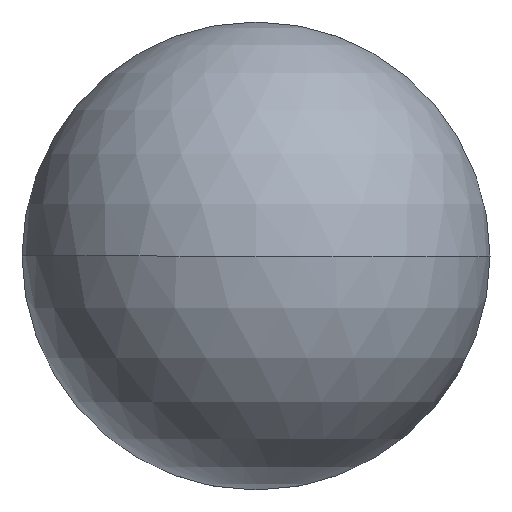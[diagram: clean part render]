
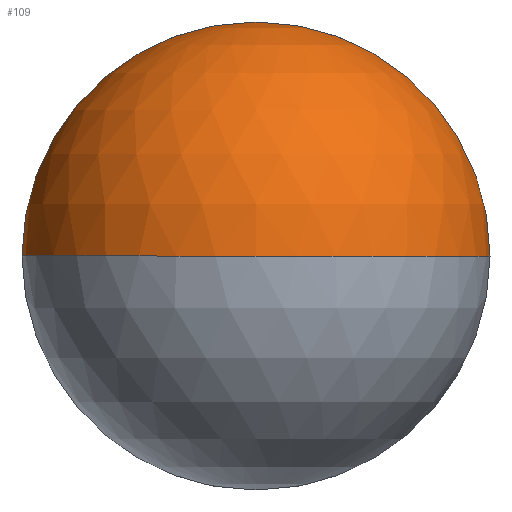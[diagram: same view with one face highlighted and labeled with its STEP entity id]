
A CAD part, front view. The second image highlights one B-rep face of the part: STEP entity #109.
In plain terms, the highlighted spherical face has radius 9.525 mm.
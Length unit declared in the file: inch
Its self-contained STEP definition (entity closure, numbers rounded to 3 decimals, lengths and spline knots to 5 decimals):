
#1 = SPHERICAL_SURFACE ( 'NONE', #99, 0.375 ) ;
#7 = EDGE_CURVE ( 'NONE', #102, #80, #22, .T. ) ;
#9 = DIRECTION ( 'NONE',  ( -1., 0., 0. ) ) ;
#19 = EDGE_CURVE ( 'NONE', #295, #102, #145, .T. ) ;
#22 = CIRCLE ( 'NONE', #69, 0.375 ) ;
#29 = DIRECTION ( 'NONE',  ( 0., 0., -1. ) ) ;
#50 = EDGE_LOOP ( 'NONE', ( #202, #293, #244, #205 ) ) ;
#68 = CARTESIAN_POINT ( 'NONE',  ( -0.375, 0.375, 0. ) ) ;
#69 = AXIS2_PLACEMENT_3D ( 'NONE', #277, #307, #86 ) ;
#80 = VERTEX_POINT ( 'NONE', #146 ) ;
#83 = CARTESIAN_POINT ( 'NONE',  ( 0., 0.375, 0.375 ) ) ;
#86 = DIRECTION ( 'NONE',  ( 1., 0., 0. ) ) ;
#98 = EDGE_CURVE ( 'NONE', #360, #295, #278, .T. ) ;
#99 = AXIS2_PLACEMENT_3D ( 'NONE', #124, #170, #231 ) ;
#102 = VERTEX_POINT ( 'NONE', #68 ) ;
#109 = ADVANCED_FACE ( 'NONE', ( #279 ), #1, .T. ) ;
#124 = CARTESIAN_POINT ( 'NONE',  ( 0., 0.375, 0. ) ) ;
#145 = CIRCLE ( 'NONE', #349, 0.375 ) ;
#146 = CARTESIAN_POINT ( 'NONE',  ( 0., 0., 0. ) ) ;
#147 = DIRECTION ( 'NONE',  ( 0., 0., -1. ) ) ;
#149 = AXIS2_PLACEMENT_3D ( 'NONE', #197, #194, #147 ) ;
#151 = EDGE_CURVE ( 'NONE', #360, #80, #167, .T. ) ;
#167 = CIRCLE ( 'NONE', #287, 0.375 ) ;
#170 = DIRECTION ( 'NONE',  ( 0., 0., 1. ) ) ;
#191 = CARTESIAN_POINT ( 'NONE',  ( 0., 0.375, 0. ) ) ;
#194 = DIRECTION ( 'NONE',  ( 0., -1., 0. ) ) ;
#197 = CARTESIAN_POINT ( 'NONE',  ( 0., 0.375, 0. ) ) ;
#202 = ORIENTED_EDGE ( 'NONE', *, *, #19, .T. ) ;
#205 = ORIENTED_EDGE ( 'NONE', *, *, #98, .T. ) ;
#225 = CARTESIAN_POINT ( 'NONE',  ( 0.375, 0.375, 0. ) ) ;
#231 = DIRECTION ( 'NONE',  ( 1., 0., 0. ) ) ;
#244 = ORIENTED_EDGE ( 'NONE', *, *, #151, .F. ) ;
#277 = CARTESIAN_POINT ( 'NONE',  ( 0., 0.375, 0. ) ) ;
#278 = CIRCLE ( 'NONE', #149, 0.375 ) ;
#279 = FACE_OUTER_BOUND ( 'NONE', #50, .T. ) ;
#287 = AXIS2_PLACEMENT_3D ( 'NONE', #357, #294, #9 ) ;
#293 = ORIENTED_EDGE ( 'NONE', *, *, #7, .T. ) ;
#294 = DIRECTION ( 'NONE',  ( 0., 0., -1. ) ) ;
#295 = VERTEX_POINT ( 'NONE', #83 ) ;
#307 = DIRECTION ( 'NONE',  ( 0., 0., 1. ) ) ;
#349 = AXIS2_PLACEMENT_3D ( 'NONE', #191, #367, #29 ) ;
#357 = CARTESIAN_POINT ( 'NONE',  ( 0., 0.375, 0. ) ) ;
#360 = VERTEX_POINT ( 'NONE', #225 ) ;
#367 = DIRECTION ( 'NONE',  ( 0., -1., 0. ) ) ;
